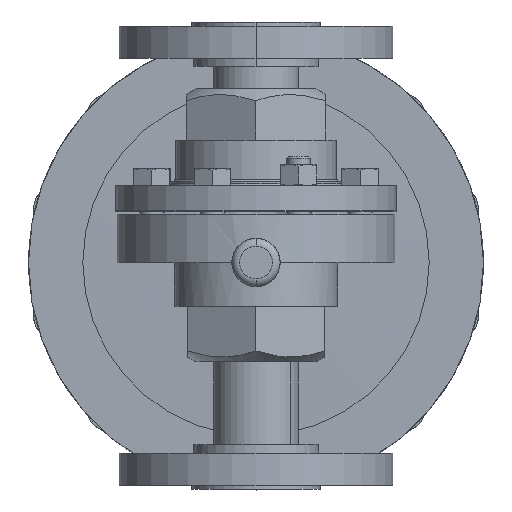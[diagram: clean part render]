
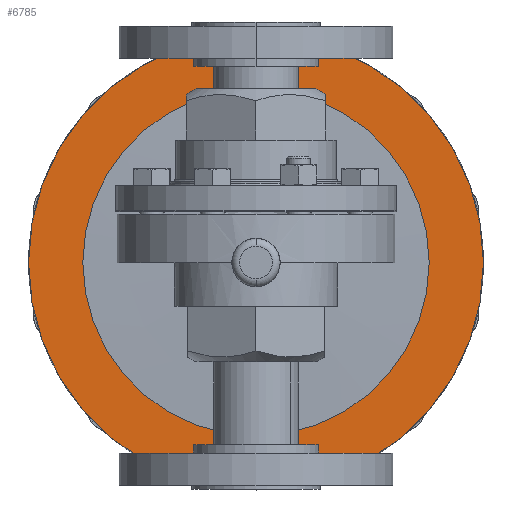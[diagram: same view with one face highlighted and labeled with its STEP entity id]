
A CAD part, front view. The second image highlights one B-rep face of the part: STEP entity #6785.
In plain terms, the highlighted planar face has unit normal (0, -1, 0).
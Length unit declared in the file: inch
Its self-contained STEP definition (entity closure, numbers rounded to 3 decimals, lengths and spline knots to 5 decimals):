
#280 = DIRECTION ( 'NONE',  ( 0., 0., -1. ) ) ;
#1589 = CARTESIAN_POINT ( 'NONE',  ( 0., 2.656, -3.6025 ) ) ;
#2046 = DIRECTION ( 'NONE',  ( 0., -1., 0. ) ) ;
#2371 = ORIENTED_EDGE ( 'NONE', *, *, #10618, .T. ) ;
#5571 = PLANE ( 'NONE',  #17327 ) ;
#5753 = VERTEX_POINT ( 'NONE', #24365 ) ;
#5791 = VERTEX_POINT ( 'NONE', #17948 ) ;
#6035 = CARTESIAN_POINT ( 'NONE',  ( 0., 2.656, 0. ) ) ;
#6118 = EDGE_CURVE ( 'NONE', #21342, #5753, #10564, .T. ) ;
#6332 = ORIENTED_EDGE ( 'NONE', *, *, #25455, .T. ) ;
#6785 = ADVANCED_FACE ( 'NONE', ( #20739, #23443 ), #5571, .T. ) ;
#7872 = CARTESIAN_POINT ( 'NONE',  ( 0., 2.656, 0. ) ) ;
#8505 = AXIS2_PLACEMENT_3D ( 'NONE', #6035, #21621, #27701 ) ;
#10564 = CIRCLE ( 'NONE', #16213, 2.6875 ) ;
#10618 = EDGE_CURVE ( 'NONE', #14490, #5791, #11858, .T. ) ;
#11858 = CIRCLE ( 'NONE', #22317, 3.53 ) ;
#13063 = EDGE_LOOP ( 'NONE', ( #20102, #25190 ) ) ;
#14231 = DIRECTION ( 'NONE',  ( 0., -1., 0. ) ) ;
#14490 = VERTEX_POINT ( 'NONE', #17458 ) ;
#14539 = DIRECTION ( 'NONE',  ( 0., 0., -1. ) ) ;
#15386 = DIRECTION ( 'NONE',  ( 0., -1., 0. ) ) ;
#16213 = AXIS2_PLACEMENT_3D ( 'NONE', #24167, #15386, #280 ) ;
#16495 = AXIS2_PLACEMENT_3D ( 'NONE', #7872, #20986, #14539 ) ;
#16613 = EDGE_LOOP ( 'NONE', ( #2371, #6332 ) ) ;
#16801 = DIRECTION ( 'NONE',  ( 0., 0., -1. ) ) ;
#16969 = DIRECTION ( 'NONE',  ( 0., 0., -1. ) ) ;
#17327 = AXIS2_PLACEMENT_3D ( 'NONE', #1589, #14231, #16801 ) ;
#17458 = CARTESIAN_POINT ( 'NONE',  ( 0., 2.656, -3.53 ) ) ;
#17948 = CARTESIAN_POINT ( 'NONE',  ( 0., 2.656, 3.53 ) ) ;
#18239 = CIRCLE ( 'NONE', #8505, 2.6875 ) ;
#20102 = ORIENTED_EDGE ( 'NONE', *, *, #6118, .F. ) ;
#20739 = FACE_BOUND ( 'NONE', #13063, .T. ) ;
#20986 = DIRECTION ( 'NONE',  ( 0., -1., 0. ) ) ;
#21342 = VERTEX_POINT ( 'NONE', #21371 ) ;
#21371 = CARTESIAN_POINT ( 'NONE',  ( 0., 2.656, -2.6875 ) ) ;
#21621 = DIRECTION ( 'NONE',  ( 0., -1., 0. ) ) ;
#22317 = AXIS2_PLACEMENT_3D ( 'NONE', #25645, #2046, #16969 ) ;
#22528 = EDGE_CURVE ( 'NONE', #5753, #21342, #18239, .T. ) ;
#23443 = FACE_OUTER_BOUND ( 'NONE', #16613, .T. ) ;
#24167 = CARTESIAN_POINT ( 'NONE',  ( 0., 2.656, 0. ) ) ;
#24365 = CARTESIAN_POINT ( 'NONE',  ( 0., 2.656, 2.6875 ) ) ;
#24594 = CIRCLE ( 'NONE', #16495, 3.53 ) ;
#25190 = ORIENTED_EDGE ( 'NONE', *, *, #22528, .F. ) ;
#25455 = EDGE_CURVE ( 'NONE', #5791, #14490, #24594, .T. ) ;
#25645 = CARTESIAN_POINT ( 'NONE',  ( 0., 2.656, 0. ) ) ;
#27701 = DIRECTION ( 'NONE',  ( 0., 0., -1. ) ) ;
